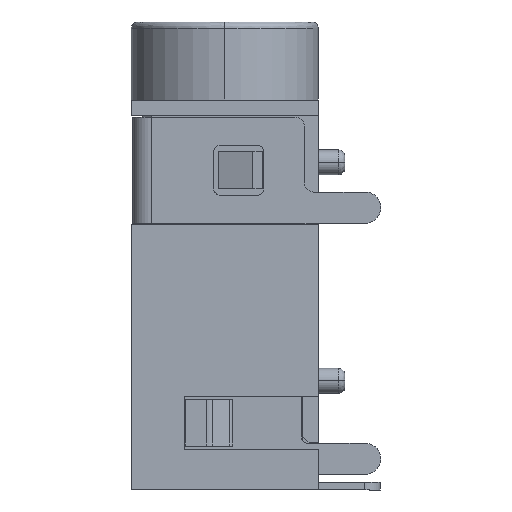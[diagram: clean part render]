
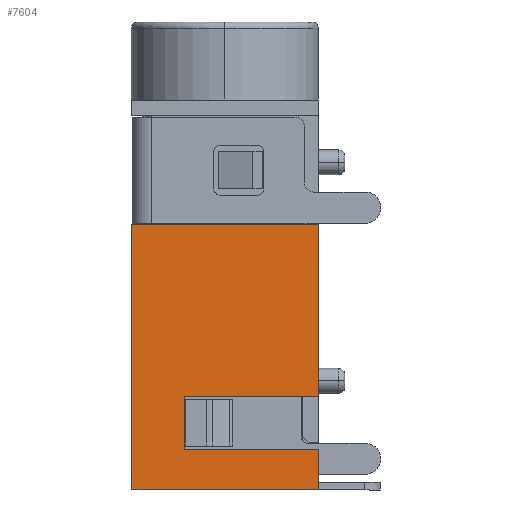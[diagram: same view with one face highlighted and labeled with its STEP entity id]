
A CAD part, left-side view. The second image highlights one B-rep face of the part: STEP entity #7604.
In plain terms, the highlighted planar face has unit normal (-1, 0, 0).
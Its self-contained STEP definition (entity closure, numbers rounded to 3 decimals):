
#199 = VECTOR ( 'NONE', #6284, 1000. ) ;
#223 = EDGE_LOOP ( 'NONE', ( #4724, #9843, #7100, #14057, #1060, #8435, #15428, #2518 ) ) ;
#314 = VERTEX_POINT ( 'NONE', #9422 ) ;
#357 = LINE ( 'NONE', #8944, #5923 ) ;
#792 = CARTESIAN_POINT ( 'NONE',  ( -3.55, 1.3, 3. ) ) ;
#858 = DIRECTION ( 'NONE',  ( 0., 0., -1. ) ) ;
#1060 = ORIENTED_EDGE ( 'NONE', *, *, #5135, .F. ) ;
#1342 = DIRECTION ( 'NONE',  ( 1., 0., 0. ) ) ;
#1453 = CARTESIAN_POINT ( 'NONE',  ( -3.55, 3., 1.3 ) ) ;
#1550 = LINE ( 'NONE', #2790, #6363 ) ;
#1633 = EDGE_CURVE ( 'NONE', #314, #10960, #1550, .T. ) ;
#1995 = EDGE_CURVE ( 'NONE', #8857, #11536, #3439, .T. ) ;
#2014 = CARTESIAN_POINT ( 'NONE',  ( -3.55, -3., 12.5 ) ) ;
#2025 = LINE ( 'NONE', #6170, #9685 ) ;
#2396 = VECTOR ( 'NONE', #3572, 1000. ) ;
#2518 = ORIENTED_EDGE ( 'NONE', *, *, #3665, .F. ) ;
#2790 = CARTESIAN_POINT ( 'NONE',  ( -3.55, 3., 12.5 ) ) ;
#2827 = DIRECTION ( 'NONE',  ( 0., -1., 0. ) ) ;
#3024 = CARTESIAN_POINT ( 'NONE',  ( -3.55, 3., 3. ) ) ;
#3068 = EDGE_CURVE ( 'NONE', #314, #11690, #357, .T. ) ;
#3199 = VECTOR ( 'NONE', #5500, 1000. ) ;
#3439 = LINE ( 'NONE', #1453, #199 ) ;
#3572 = DIRECTION ( 'NONE',  ( 0., 0., -1. ) ) ;
#3616 = CARTESIAN_POINT ( 'NONE',  ( -3.55, 1.3, 12.5 ) ) ;
#3665 = EDGE_CURVE ( 'NONE', #11249, #9352, #5335, .T. ) ;
#4724 = ORIENTED_EDGE ( 'NONE', *, *, #15109, .T. ) ;
#5135 = EDGE_CURVE ( 'NONE', #11536, #11690, #8267, .T. ) ;
#5333 = CARTESIAN_POINT ( 'NONE',  ( -3.55, -3., 8.5 ) ) ;
#5335 = LINE ( 'NONE', #3024, #11462 ) ;
#5500 = DIRECTION ( 'NONE',  ( 0., -1., 0. ) ) ;
#5923 = VECTOR ( 'NONE', #2827, 1000. ) ;
#6164 = DIRECTION ( 'NONE',  ( 0., 0., -1. ) ) ;
#6170 = CARTESIAN_POINT ( 'NONE',  ( -3.55, -3., 12.5 ) ) ;
#6284 = DIRECTION ( 'NONE',  ( 0., -1., 0. ) ) ;
#6363 = VECTOR ( 'NONE', #11368, 1000. ) ;
#6950 = AXIS2_PLACEMENT_3D ( 'NONE', #14382, #1342, #6164 ) ;
#7100 = ORIENTED_EDGE ( 'NONE', *, *, #1633, .F. ) ;
#7237 = LINE ( 'NONE', #10319, #3199 ) ;
#7604 = ADVANCED_FACE ( 'NONE', ( #8982 ), #11878, .F. ) ;
#8267 = LINE ( 'NONE', #2014, #8647 ) ;
#8435 = ORIENTED_EDGE ( 'NONE', *, *, #1995, .F. ) ;
#8647 = VECTOR ( 'NONE', #858, 1000. ) ;
#8857 = VERTEX_POINT ( 'NONE', #11615 ) ;
#8944 = CARTESIAN_POINT ( 'NONE',  ( -3.55, 0., 0. ) ) ;
#8982 = FACE_OUTER_BOUND ( 'NONE', #223, .T. ) ;
#9352 = VERTEX_POINT ( 'NONE', #792 ) ;
#9422 = CARTESIAN_POINT ( 'NONE',  ( -3.55, 3., 0. ) ) ;
#9685 = VECTOR ( 'NONE', #14765, 1000. ) ;
#9843 = ORIENTED_EDGE ( 'NONE', *, *, #14286, .F. ) ;
#10319 = CARTESIAN_POINT ( 'NONE',  ( -3.55, 3., 8.5 ) ) ;
#10442 = CARTESIAN_POINT ( 'NONE',  ( -3.55, -3., 1.3 ) ) ;
#10537 = CARTESIAN_POINT ( 'NONE',  ( -3.55, -3., 0. ) ) ;
#10960 = VERTEX_POINT ( 'NONE', #14131 ) ;
#10967 = CARTESIAN_POINT ( 'NONE',  ( -3.55, -3., 3. ) ) ;
#11249 = VERTEX_POINT ( 'NONE', #10967 ) ;
#11368 = DIRECTION ( 'NONE',  ( 0., 0., 1. ) ) ;
#11462 = VECTOR ( 'NONE', #11541, 1000. ) ;
#11536 = VERTEX_POINT ( 'NONE', #10442 ) ;
#11541 = DIRECTION ( 'NONE',  ( 0., 1., 0. ) ) ;
#11615 = CARTESIAN_POINT ( 'NONE',  ( -3.55, 1.3, 1.3 ) ) ;
#11690 = VERTEX_POINT ( 'NONE', #10537 ) ;
#11878 = PLANE ( 'NONE',  #6950 ) ;
#14057 = ORIENTED_EDGE ( 'NONE', *, *, #3068, .T. ) ;
#14131 = CARTESIAN_POINT ( 'NONE',  ( -3.55, 3., 8.5 ) ) ;
#14274 = VERTEX_POINT ( 'NONE', #5333 ) ;
#14281 = LINE ( 'NONE', #3616, #2396 ) ;
#14286 = EDGE_CURVE ( 'NONE', #10960, #14274, #7237, .T. ) ;
#14382 = CARTESIAN_POINT ( 'NONE',  ( -3.55, 3., 12.5 ) ) ;
#14765 = DIRECTION ( 'NONE',  ( 0., 0., 1. ) ) ;
#15040 = EDGE_CURVE ( 'NONE', #9352, #8857, #14281, .T. ) ;
#15109 = EDGE_CURVE ( 'NONE', #11249, #14274, #2025, .T. ) ;
#15428 = ORIENTED_EDGE ( 'NONE', *, *, #15040, .F. ) ;
